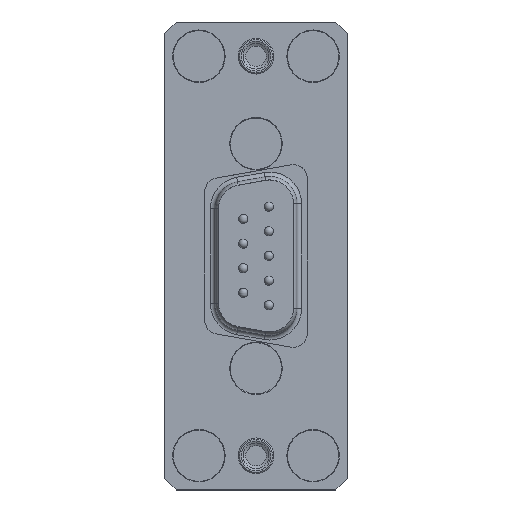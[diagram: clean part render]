
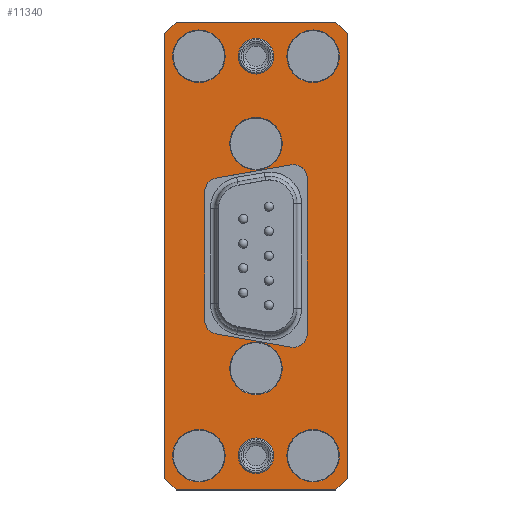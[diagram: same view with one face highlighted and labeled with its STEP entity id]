
A CAD part, top view. The second image highlights one B-rep face of the part: STEP entity #11340.
In plain terms, the highlighted planar face has unit normal (0, 0, 1).
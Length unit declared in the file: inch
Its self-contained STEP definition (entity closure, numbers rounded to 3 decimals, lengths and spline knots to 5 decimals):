
#10657=CARTESIAN_POINT('',(0.175,0.74448,0.05));
#10658=VERTEX_POINT('',#10657);
#10662=CARTESIAN_POINT('',(0.237,0.74448,0.05));
#10663=DIRECTION('',(0.,0.,1.));
#10664=DIRECTION('',(1.,0.,0.));
#10665=AXIS2_PLACEMENT_3D('',#10662,#10663,#10664);
#10666=CIRCLE('',#10665,0.062);
#10667=EDGE_CURVE('',#10658,#10669,#10666,.T.);
#10668=CARTESIAN_POINT('',(0.22623,0.68342,0.05));
#10669=VERTEX_POINT('',#10668);
#10699=CARTESIAN_POINT('',(0.175,1.30552,0.05));
#10700=VERTEX_POINT('',#10699);
#10704=CARTESIAN_POINT('',(0.175,0.74448,0.05));
#10705=DIRECTION('',(0.,1.,0.));
#10706=VECTOR('',#10705,1.);
#10707=LINE('',#10704,#10706);
#10708=EDGE_CURVE('',#10658,#10700,#10707,.T.);
#10730=CARTESIAN_POINT('',(0.22623,1.36658,0.05));
#10731=VERTEX_POINT('',#10730);
#10735=CARTESIAN_POINT('',(0.237,1.30552,0.05));
#10736=DIRECTION('',(0.,0.,1.));
#10737=DIRECTION('',(1.,0.,0.));
#10738=AXIS2_PLACEMENT_3D('',#10735,#10736,#10737);
#10739=CIRCLE('',#10738,0.062);
#10740=EDGE_CURVE('',#10731,#10700,#10739,.T.);
#10763=CARTESIAN_POINT('',(0.55223,1.42406,0.05));
#10764=VERTEX_POINT('',#10763);
#10768=CARTESIAN_POINT('',(0.22623,1.36658,0.05));
#10769=DIRECTION('',(0.985,0.174,0.));
#10770=VECTOR('',#10769,1.);
#10771=LINE('',#10768,#10770);
#10772=EDGE_CURVE('',#10731,#10764,#10771,.T.);
#10794=CARTESIAN_POINT('',(0.625,1.363,0.05));
#10795=VERTEX_POINT('',#10794);
#10799=CARTESIAN_POINT('',(0.563,1.363,0.05));
#10800=DIRECTION('',(0.,0.,1.));
#10801=DIRECTION('',(1.,0.,0.));
#10802=AXIS2_PLACEMENT_3D('',#10799,#10800,#10801);
#10803=CIRCLE('',#10802,0.062);
#10943=EDGE_CURVE('',#10795,#10764,#10803,.T.);
#10966=CARTESIAN_POINT('',(0.625,0.687,0.05));
#10967=VERTEX_POINT('',#10966);
#10971=CARTESIAN_POINT('',(0.625,1.363,0.05));
#10972=DIRECTION('',(0.,-1.,0.));
#10973=VECTOR('',#10972,1.);
#10974=LINE('',#10971,#10973);
#10975=EDGE_CURVE('',#10795,#10967,#10974,.T.);
#10997=CARTESIAN_POINT('',(0.55223,0.62594,0.05));
#10998=VERTEX_POINT('',#10997);
#11002=CARTESIAN_POINT('',(0.563,0.687,0.05));
#11003=DIRECTION('',(0.,0.,1.));
#11004=DIRECTION('',(1.,0.,0.));
#11005=AXIS2_PLACEMENT_3D('',#11002,#11003,#11004);
#11006=CIRCLE('',#11005,0.062);
#11007=EDGE_CURVE('',#10998,#10967,#11006,.T.);
#11025=CARTESIAN_POINT('',(0.8,2.05,0.05));
#11026=DIRECTION('',(-1.,0.,0.));
#11027=VECTOR('',#11026,1.);
#11028=LINE('',#11025,#11027);
#11029=EDGE_CURVE('',#11031,#11033,#11028,.T.);
#11030=CARTESIAN_POINT('',(0.75,2.05,0.05));
#11031=VERTEX_POINT('',#11030);
#11032=CARTESIAN_POINT('',(0.05,2.05,0.05));
#11033=VERTEX_POINT('',#11032);
#11065=CARTESIAN_POINT('',(0.,2.05,0.05));
#11066=DIRECTION('',(0.,-1.,0.));
#11067=VECTOR('',#11066,1.);
#11068=LINE('',#11065,#11067);
#11069=EDGE_CURVE('',#11071,#11073,#11068,.T.);
#11070=CARTESIAN_POINT('',(0.,2.,0.05));
#11071=VERTEX_POINT('',#11070);
#11072=CARTESIAN_POINT('',(0.,0.05,0.05));
#11073=VERTEX_POINT('',#11072);
#11105=CARTESIAN_POINT('',(0.,0.,0.05));
#11106=DIRECTION('',(1.,0.,0.));
#11107=VECTOR('',#11106,1.);
#11108=LINE('',#11105,#11107);
#11109=EDGE_CURVE('',#11111,#11113,#11108,.T.);
#11110=CARTESIAN_POINT('',(0.05,0.,0.05));
#11111=VERTEX_POINT('',#11110);
#11112=CARTESIAN_POINT('',(0.75,0.,0.05));
#11113=VERTEX_POINT('',#11112);
#11160=CARTESIAN_POINT('',(0.8,2.,0.05));
#11161=VERTEX_POINT('',#11160);
#11163=CARTESIAN_POINT('',(0.8,0.,0.05));
#11164=DIRECTION('',(0.,1.,0.));
#11165=VECTOR('',#11164,1.);
#11166=LINE('',#11163,#11165);
#11167=EDGE_CURVE('',#11169,#11161,#11166,.T.);
#11168=CARTESIAN_POINT('',(0.8,0.05,0.05));
#11169=VERTEX_POINT('',#11168);
#11185=CARTESIAN_POINT('',(0.55223,0.62594,0.05));
#11186=DIRECTION('',(-0.985,0.174,0.));
#11187=VECTOR('',#11186,1.);
#11188=LINE('',#11185,#11187);
#11189=EDGE_CURVE('',#10998,#10669,#11188,.T.);
#11207=CARTESIAN_POINT('',(0.4,1.9,0.05));
#11208=DIRECTION('',(0.,0.,-1.));
#11209=DIRECTION('',(-1.,0.,0.));
#11210=AXIS2_PLACEMENT_3D('',#11207,#11208,#11209);
#11211=CIRCLE('',#11210,0.078);
#11212=EDGE_CURVE('',#11214,#11214,#11211,.T.);
#11213=CARTESIAN_POINT('',(0.322,1.9,0.05));
#11214=VERTEX_POINT('',#11213);
#11215=ORIENTED_EDGE('',*,*,#11212,.T.);
#11216=EDGE_LOOP('',(#11215));
#11217=FACE_BOUND('',#11216,.T.);
#11218=CARTESIAN_POINT('',(0.4,0.15,0.05));
#11219=DIRECTION('',(0.,0.,-1.));
#11220=DIRECTION('',(-1.,0.,0.));
#11221=AXIS2_PLACEMENT_3D('',#11218,#11219,#11220);
#11222=CIRCLE('',#11221,0.078);
#11223=EDGE_CURVE('',#11225,#11225,#11222,.T.);
#11224=CARTESIAN_POINT('',(0.322,0.15,0.05));
#11225=VERTEX_POINT('',#11224);
#11226=ORIENTED_EDGE('',*,*,#11223,.T.);
#11227=EDGE_LOOP('',(#11226));
#11228=FACE_BOUND('',#11227,.T.);
#11229=CARTESIAN_POINT('',(0.65,1.9,0.05));
#11230=DIRECTION('',(0.,0.,-1.));
#11231=DIRECTION('',(-1.,0.,0.));
#11232=AXIS2_PLACEMENT_3D('',#11229,#11230,#11231);
#11233=CIRCLE('',#11232,0.115);
#11234=EDGE_CURVE('',#11236,#11236,#11233,.T.);
#11235=CARTESIAN_POINT('',(0.535,1.9,0.05));
#11236=VERTEX_POINT('',#11235);
#11237=ORIENTED_EDGE('',*,*,#11234,.T.);
#11238=EDGE_LOOP('',(#11237));
#11239=FACE_BOUND('',#11238,.T.);
#11240=CARTESIAN_POINT('',(0.15,1.9,0.05));
#11241=DIRECTION('',(0.,0.,-1.));
#11242=DIRECTION('',(-1.,0.,0.));
#11243=AXIS2_PLACEMENT_3D('',#11240,#11241,#11242);
#11244=CIRCLE('',#11243,0.115);
#11245=EDGE_CURVE('',#11247,#11247,#11244,.T.);
#11246=CARTESIAN_POINT('',(0.035,1.9,0.05));
#11247=VERTEX_POINT('',#11246);
#11248=ORIENTED_EDGE('',*,*,#11245,.T.);
#11249=EDGE_LOOP('',(#11248));
#11250=FACE_BOUND('',#11249,.T.);
#11251=CARTESIAN_POINT('',(0.4,1.517,0.05));
#11252=DIRECTION('',(0.,0.,-1.));
#11253=DIRECTION('',(-1.,0.,0.));
#11254=AXIS2_PLACEMENT_3D('',#11251,#11252,#11253);
#11255=CIRCLE('',#11254,0.115);
#11256=EDGE_CURVE('',#11258,#11258,#11255,.T.);
#11257=CARTESIAN_POINT('',(0.285,1.517,0.05));
#11258=VERTEX_POINT('',#11257);
#11259=ORIENTED_EDGE('',*,*,#11256,.T.);
#11260=EDGE_LOOP('',(#11259));
#11261=FACE_BOUND('',#11260,.T.);
#11262=CARTESIAN_POINT('',(0.65,0.15,0.05));
#11263=DIRECTION('',(0.,0.,-1.));
#11264=DIRECTION('',(-1.,0.,0.));
#11265=AXIS2_PLACEMENT_3D('',#11262,#11263,#11264);
#11266=CIRCLE('',#11265,0.115);
#11267=EDGE_CURVE('',#11269,#11269,#11266,.T.);
#11268=CARTESIAN_POINT('',(0.535,0.15,0.05));
#11269=VERTEX_POINT('',#11268);
#11270=ORIENTED_EDGE('',*,*,#11267,.T.);
#11271=EDGE_LOOP('',(#11270));
#11272=FACE_BOUND('',#11271,.T.);
#11273=CARTESIAN_POINT('',(0.15,0.15,0.05));
#11274=DIRECTION('',(0.,0.,-1.));
#11275=DIRECTION('',(-1.,0.,0.));
#11276=AXIS2_PLACEMENT_3D('',#11273,#11274,#11275);
#11277=CIRCLE('',#11276,0.115);
#11278=EDGE_CURVE('',#11280,#11280,#11277,.T.);
#11279=CARTESIAN_POINT('',(0.035,0.15,0.05));
#11280=VERTEX_POINT('',#11279);
#11281=ORIENTED_EDGE('',*,*,#11278,.T.);
#11282=EDGE_LOOP('',(#11281));
#11283=FACE_BOUND('',#11282,.T.);
#11284=CARTESIAN_POINT('',(0.4,0.533,0.05));
#11285=DIRECTION('',(0.,0.,-1.));
#11286=DIRECTION('',(-1.,0.,0.));
#11287=AXIS2_PLACEMENT_3D('',#11284,#11285,#11286);
#11288=CIRCLE('',#11287,0.115);
#11289=EDGE_CURVE('',#11291,#11291,#11288,.T.);
#11290=CARTESIAN_POINT('',(0.285,0.533,0.05));
#11291=VERTEX_POINT('',#11290);
#11292=ORIENTED_EDGE('',*,*,#11289,.T.);
#11293=EDGE_LOOP('',(#11292));
#11294=FACE_BOUND('',#11293,.T.);
#11295=ORIENTED_EDGE('',*,*,#11167,.T.);
#11296=CARTESIAN_POINT('',(0.75,2.05,0.05));
#11297=DIRECTION('',(-0.707,0.707,0.));
#11298=VECTOR('',#11297,1.);
#11299=LINE('',#11296,#11298);
#11300=EDGE_CURVE('',#11161,#11031,#11299,.T.);
#11301=ORIENTED_EDGE('',*,*,#11300,.T.);
#11302=ORIENTED_EDGE('',*,*,#11029,.T.);
#11303=CARTESIAN_POINT('',(0.,2.,0.05));
#11304=DIRECTION('',(-0.707,-0.707,0.));
#11305=VECTOR('',#11304,1.);
#11306=LINE('',#11303,#11305);
#11307=EDGE_CURVE('',#11033,#11071,#11306,.T.);
#11308=ORIENTED_EDGE('',*,*,#11307,.T.);
#11309=ORIENTED_EDGE('',*,*,#11069,.T.);
#11310=CARTESIAN_POINT('',(0.05,0.,0.05));
#11311=DIRECTION('',(0.707,-0.707,0.));
#11312=VECTOR('',#11311,1.);
#11313=LINE('',#11310,#11312);
#11314=EDGE_CURVE('',#11073,#11111,#11313,.T.);
#11315=ORIENTED_EDGE('',*,*,#11314,.T.);
#11316=ORIENTED_EDGE('',*,*,#11109,.T.);
#11317=CARTESIAN_POINT('',(0.8,0.05,0.05));
#11318=DIRECTION('',(0.707,0.707,0.));
#11319=VECTOR('',#11318,1.);
#11320=LINE('',#11317,#11319);
#11321=EDGE_CURVE('',#11113,#11169,#11320,.T.);
#11322=ORIENTED_EDGE('',*,*,#11321,.T.);
#11323=EDGE_LOOP('',(#11295,#11301,#11302,#11308,#11309,#11315,#11316,#11322));
#11324=FACE_BOUND('',#11323,.T.);
#11325=ORIENTED_EDGE('',*,*,#10667,.F.);
#11326=ORIENTED_EDGE('',*,*,#10708,.T.);
#11327=ORIENTED_EDGE('',*,*,#10740,.F.);
#11328=ORIENTED_EDGE('',*,*,#10772,.T.);
#11329=ORIENTED_EDGE('',*,*,#10943,.F.);
#11330=ORIENTED_EDGE('',*,*,#10975,.T.);
#11331=ORIENTED_EDGE('',*,*,#11007,.F.);
#11332=ORIENTED_EDGE('',*,*,#11189,.T.);
#11333=EDGE_LOOP('',(#11325,#11326,#11327,#11328,#11329,#11330,#11331,#11332));
#11334=FACE_BOUND('',#11333,.T.);
#11335=CARTESIAN_POINT('',(0.8,2.05,0.05));
#11336=DIRECTION('',(0.,0.,-1.));
#11337=DIRECTION('',(-1.,0.,0.));
#11338=AXIS2_PLACEMENT_3D('',#11335,#11336,#11337);
#11339=PLANE('',#11338);
#11340=ADVANCED_FACE('',(#11217,#11228,#11239,#11250,#11261,#11272,#11283,
#11294,#11324,#11334),#11339,.F.);
